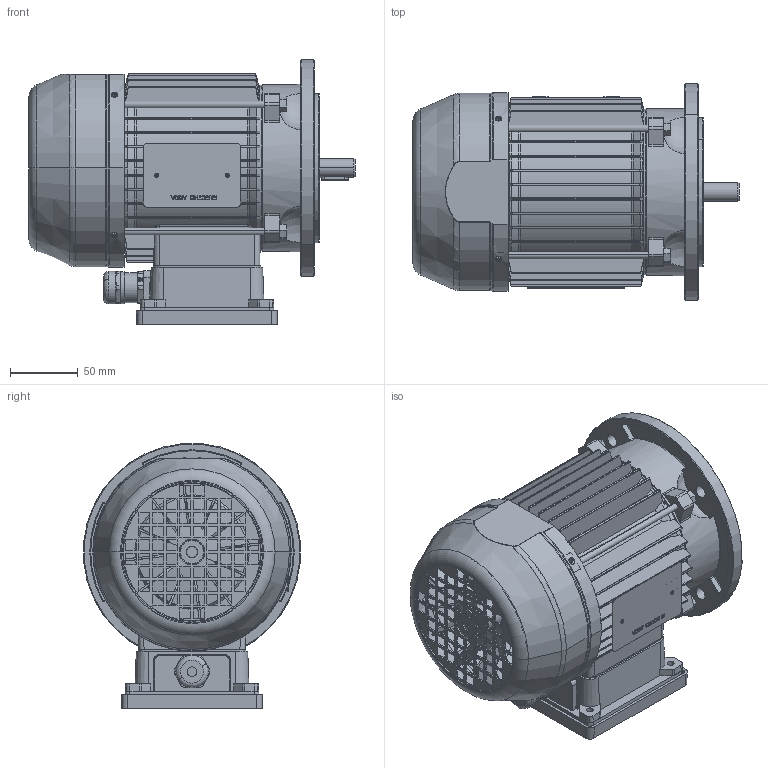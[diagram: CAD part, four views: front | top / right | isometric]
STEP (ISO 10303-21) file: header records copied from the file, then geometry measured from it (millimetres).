
FILE_DESCRIPTION (( 'STEP AP214' ), '1' );
FILE_NAME ('FCA71-B5-IC411-2-4-6-8 POLES.STEP', '2024-10-09T07:33:57', ( '' ), ( '' ), 'SwSTEP 2.0', 'SolidWorks 2024', '' );
FILE_SCHEMA (( 'AUTOMOTIVE_DESIGN' ));
Length unit declared in the file: millimetre
Products named in the file (17): Albero C-FC71_H Pacco = 40; Tirante M5 L.130; Molla_Molla Dext = 40; Targhetta motore_LAMIERA ALLUMINIO; parallel_din_Parallel key A5 x 5 x 20 DIN 6885; Flangia Unel FC71; GRUPPO COPRIMORSETTIERA 71; Scudo C71 posteriore; Carcassa 71-B5; Scatola morsetti 71- 80_STANDARD DEFINITIVO-1 FORO CENTRALE; PRESSACAVO M20; COPRIVENTOLA MEC 71; FCA71-B5-IC411-2-4-6-8 POLES; VENTOLA TIPO 71 MEC; Guarnizione scatola-motore71- 80; Guarnizione scatola-coperchio 71- 80; Coperchio scatola morsetti 71-80
Assembly tree (19 placements, depth 3):
  FCA71-B5-IC411-2-4-6-8 POLES
    Albero C-FC71_H Pacco = 40
    Flangia Unel FC71
    parallel_din_Parallel key A5 x 5 x 20 DIN 6885
    Scudo C71 posteriore
    Tirante M5 L.130  x4
    VENTOLA TIPO 71 MEC
    COPRIVENTOLA MEC 71
    Targhetta motore_LAMIERA ALLUMINIO
    Molla_Molla Dext = 40
    GRUPPO COPRIMORSETTIERA 71
      Guarnizione scatola-motore71- 80
      Scatola morsetti 71- 80_STANDARD DEFINITIVO-1 FORO CENTRALE
      Guarnizione scatola-coperchio 71- 80
      PRESSACAVO M20
      Coperchio scatola morsetti 71-80
    Carcassa 71-B5
Bounding box: 240 x 159.39 x 194.7 mm (x, y, z)
Volume: 792515.8 mm3; surface area: 514566.9 mm2
Topology: 30 solids, 32 shells, 3073 faces, 8054 edges, 5096 vertices
Faces by surface type: plane 1144, cylinder 850, torus 464, cone 381, bspline 196, sphere 38
Entity records: 107331 total; most frequent: CARTESIAN_POINT 33392, ORIENTED_EDGE 15928, DIRECTION 14626, EDGE_CURVE 7964, AXIS2_PLACEMENT_3D 5488, VERTEX_POINT 5048, VECTOR 3650, LINE 3650
